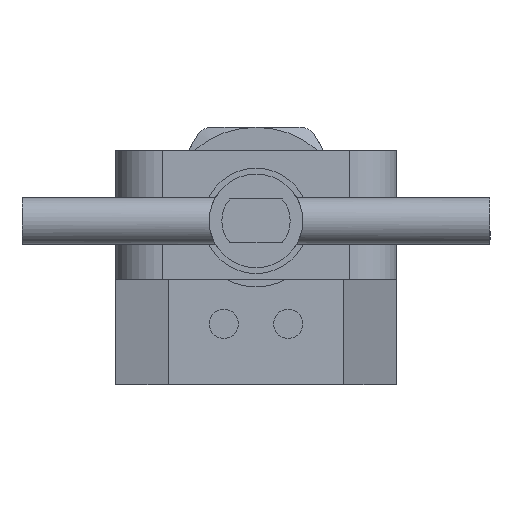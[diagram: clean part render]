
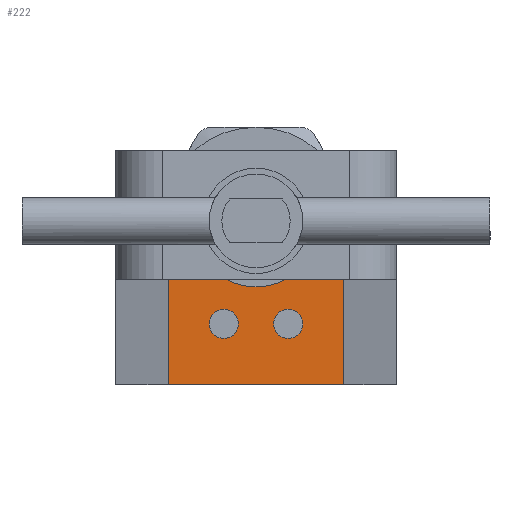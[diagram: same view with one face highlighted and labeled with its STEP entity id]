
A CAD part, left-side view. The second image highlights one B-rep face of the part: STEP entity #222.
In plain terms, the highlighted face is planar.
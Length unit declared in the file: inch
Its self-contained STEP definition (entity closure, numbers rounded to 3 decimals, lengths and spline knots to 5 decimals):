
#222=ADVANCED_FACE('',(#533,#534,#535,#536),#537,.T.);
#533=FACE_OUTER_BOUND('',#982,.T.);
#534=FACE_BOUND('',#983,.T.);
#535=FACE_BOUND('',#984,.T.);
#536=FACE_BOUND('',#985,.T.);
#537=PLANE('',#986);
#982=EDGE_LOOP('',(#1464,#1465,#1466,#1467));
#983=EDGE_LOOP('',(#1468));
#984=EDGE_LOOP('',(#1469));
#985=EDGE_LOOP('',(#1470));
#986=AXIS2_PLACEMENT_3D('',#1471,#1472,#1473);
#1464=ORIENTED_EDGE('',*,*,#2405,.F.);
#1465=ORIENTED_EDGE('',*,*,#2406,.F.);
#1466=ORIENTED_EDGE('',*,*,#2407,.T.);
#1467=ORIENTED_EDGE('',*,*,#2402,.T.);
#1468=ORIENTED_EDGE('',*,*,#2408,.F.);
#1469=ORIENTED_EDGE('',*,*,#2409,.F.);
#1470=ORIENTED_EDGE('',*,*,#2410,.T.);
#1471=CARTESIAN_POINT('',(-0.46875,0.875,-0.96875));
#1472=DIRECTION('',(0.0,0.0,-1.0));
#1473=DIRECTION('',(0.0,1.0,0.0));
#2402=EDGE_CURVE('',#2797,#2795,#2798,.T.);
#2405=EDGE_CURVE('',#2801,#2795,#2802,.T.);
#2406=EDGE_CURVE('',#2803,#2801,#2804,.T.);
#2407=EDGE_CURVE('',#2803,#2797,#2805,.T.);
#2408=EDGE_CURVE('',#2806,#2806,#2807,.T.);
#2409=EDGE_CURVE('',#2808,#2808,#2809,.T.);
#2410=EDGE_CURVE('',#2810,#2810,#2811,.T.);
#2795=VERTEX_POINT('',#3474);
#2797=VERTEX_POINT('',#3477);
#2798=LINE('',#3478,#3479);
#2801=VERTEX_POINT('',#3483);
#2802=LINE('',#3484,#3485);
#2803=VERTEX_POINT('',#3486);
#2804=LINE('',#3487,#3488);
#2805=LINE('',#3489,#3490);
#2806=VERTEX_POINT('',#3491);
#2807=CIRCLE('',#3492,0.34375);
#2808=VERTEX_POINT('',#3493);
#2809=CIRCLE('',#3494,0.078);
#2810=VERTEX_POINT('',#3495);
#2811=CIRCLE('',#3496,0.078);
#3474=CARTESIAN_POINT('',(0.46875,-0.375,-0.96875));
#3477=CARTESIAN_POINT('',(0.46875,0.875,-0.96875));
#3478=CARTESIAN_POINT('',(0.46875,0.875,-0.96875));
#3479=VECTOR('',#4278,1.0);
#3483=CARTESIAN_POINT('',(-0.46875,-0.375,-0.96875));
#3484=CARTESIAN_POINT('',(-0.46875,-0.375,-0.96875));
#3485=VECTOR('',#4280,1.0);
#3486=CARTESIAN_POINT('',(-0.46875,0.875,-0.96875));
#3487=CARTESIAN_POINT('',(-0.46875,0.875,-0.96875));
#3488=VECTOR('',#4281,1.0);
#3489=CARTESIAN_POINT('',(-0.46875,0.875,-0.96875));
#3490=VECTOR('',#4282,1.0);
#3491=CARTESIAN_POINT('',(0.34375,0.,-0.96875));
#3492=AXIS2_PLACEMENT_3D('',#4283,#4284,#4285);
#3493=CARTESIAN_POINT('',(0.25,0.55,-0.96875));
#3494=AXIS2_PLACEMENT_3D('',#4286,#4287,#4288);
#3495=CARTESIAN_POINT('',(-0.25,0.55,-0.96875));
#3496=AXIS2_PLACEMENT_3D('',#4289,#4290,#4291);
#4278=DIRECTION('',(0.0,-1.0,0.0));
#4280=DIRECTION('',(1.0,0.0,0.0));
#4281=DIRECTION('',(0.0,-1.0,0.0));
#4282=DIRECTION('',(1.0,0.0,0.0));
#4283=CARTESIAN_POINT('',(0.,0.,-0.96875));
#4284=DIRECTION('',(0.0,0.0,-1.0));
#4285=DIRECTION('',(1.0,0.0,0.0));
#4286=CARTESIAN_POINT('',(0.172,0.55,-0.96875));
#4287=DIRECTION('',(0.0,0.0,-1.0));
#4288=DIRECTION('',(1.0,0.0,0.0));
#4289=CARTESIAN_POINT('',(-0.172,0.55,-0.96875));
#4290=DIRECTION('',(0.0,0.0,1.0));
#4291=DIRECTION('',(-1.0,0.0,0.0));
